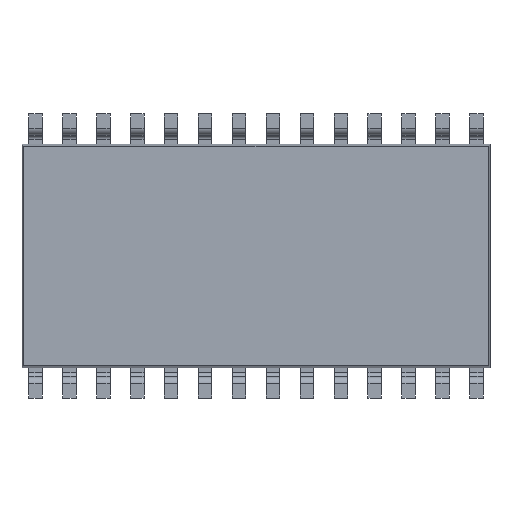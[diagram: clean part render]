
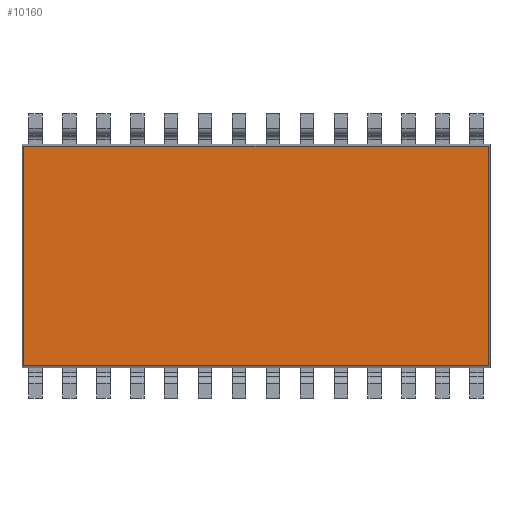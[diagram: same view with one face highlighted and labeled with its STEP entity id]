
A CAD part, front view. The second image highlights one B-rep face of the part: STEP entity #10160.
In plain terms, the highlighted planar face has unit normal (0, -1, 0).
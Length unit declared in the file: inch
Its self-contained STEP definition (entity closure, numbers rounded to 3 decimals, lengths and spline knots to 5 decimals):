
#443 = LINE ( 'NONE', #1030, #5365 ) ;
#1030 = CARTESIAN_POINT ( 'NONE',  ( 0.02, 0.007, -0.162 ) ) ;
#1232 = CARTESIAN_POINT ( 'NONE',  ( 0.0175, 0.007, -0.162 ) ) ;
#1552 = VERTEX_POINT ( 'NONE', #9726 ) ;
#1780 = EDGE_CURVE ( 'NONE', #1552, #5877, #443, .T. ) ;
#1790 = VECTOR ( 'NONE', #2778, 39.37008 ) ;
#1952 = EDGE_CURVE ( 'NONE', #5877, #11616, #8815, .T. ) ;
#2154 = DIRECTION ( 'NONE',  ( -1., 0., 0. ) ) ;
#2544 = DIRECTION ( 'NONE',  ( 0., 0., -1. ) ) ;
#2778 = DIRECTION ( 'NONE',  ( 0., 0., 1. ) ) ;
#2947 = DIRECTION ( 'NONE',  ( 1., 0., 0. ) ) ;
#3154 = CARTESIAN_POINT ( 'NONE',  ( 0.02, 0.007, -0.1645 ) ) ;
#3520 = ORIENTED_EDGE ( 'NONE', *, *, #1952, .T. ) ;
#3851 = VERTEX_POINT ( 'NONE', #9287 ) ;
#4012 = PLANE ( 'NONE',  #10145 ) ;
#4959 = VECTOR ( 'NONE', #2544, 39.37008 ) ;
#5365 = VECTOR ( 'NONE', #2947, 39.37008 ) ;
#5607 = CARTESIAN_POINT ( 'NONE',  ( 0.0175, 0.007, -0.1645 ) ) ;
#5729 = EDGE_LOOP ( 'NONE', ( #12017, #9821, #10812, #3520 ) ) ;
#5876 = LINE ( 'NONE', #12063, #4959 ) ;
#5877 = VERTEX_POINT ( 'NONE', #1232 ) ;
#5962 = DIRECTION ( 'NONE',  ( 0., 0., 1. ) ) ;
#6646 = EDGE_CURVE ( 'NONE', #3851, #1552, #5876, .T. ) ;
#6657 = FACE_OUTER_BOUND ( 'NONE', #5729, .T. ) ;
#6714 = EDGE_CURVE ( 'NONE', #11616, #3851, #6897, .T. ) ;
#6897 = LINE ( 'NONE', #11712, #10025 ) ;
#7671 = CARTESIAN_POINT ( 'NONE',  ( 0.0175, 0.007, 0.162 ) ) ;
#8815 = LINE ( 'NONE', #5607, #1790 ) ;
#8883 = DIRECTION ( 'NONE',  ( 0., 1., 0. ) ) ;
#9287 = CARTESIAN_POINT ( 'NONE',  ( -0.6675, 0.007, 0.162 ) ) ;
#9726 = CARTESIAN_POINT ( 'NONE',  ( -0.6675, 0.007, -0.162 ) ) ;
#9821 = ORIENTED_EDGE ( 'NONE', *, *, #6646, .T. ) ;
#10025 = VECTOR ( 'NONE', #2154, 39.37008 ) ;
#10145 = AXIS2_PLACEMENT_3D ( 'NONE', #3154, #8883, #5962 ) ;
#10160 = ADVANCED_FACE ( 'NONE', ( #6657 ), #4012, .F. ) ;
#10812 = ORIENTED_EDGE ( 'NONE', *, *, #1780, .T. ) ;
#11616 = VERTEX_POINT ( 'NONE', #7671 ) ;
#11712 = CARTESIAN_POINT ( 'NONE',  ( 0.02, 0.007, 0.162 ) ) ;
#12017 = ORIENTED_EDGE ( 'NONE', *, *, #6714, .T. ) ;
#12063 = CARTESIAN_POINT ( 'NONE',  ( -0.6675, 0.007, -0.1645 ) ) ;
